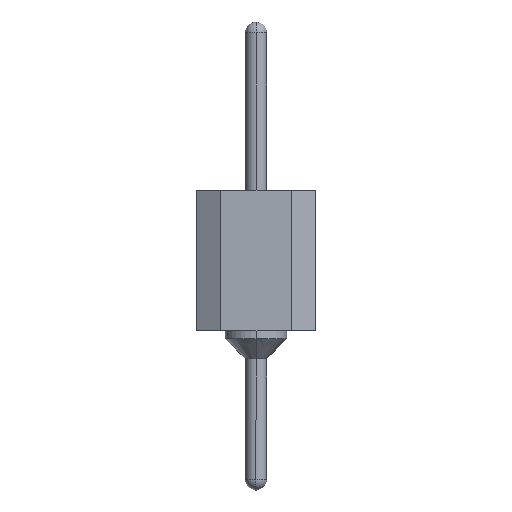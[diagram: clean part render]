
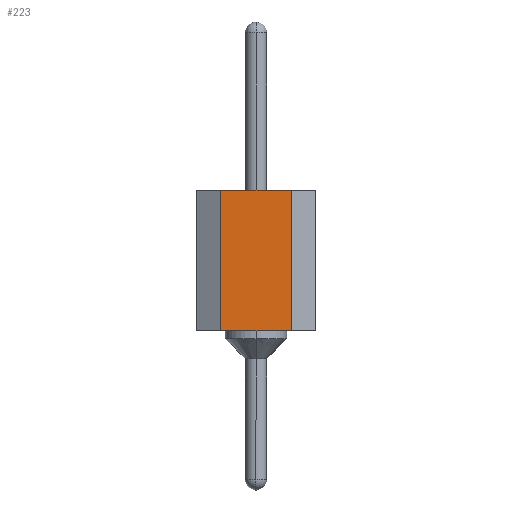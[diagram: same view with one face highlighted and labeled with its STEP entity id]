
A CAD part, left-side view. The second image highlights one B-rep face of the part: STEP entity #223.
In plain terms, the highlighted planar face has unit normal (-1, 0, 0).
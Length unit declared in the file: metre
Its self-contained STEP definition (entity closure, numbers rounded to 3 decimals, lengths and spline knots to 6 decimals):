
#51 = ORIENTED_EDGE ( 'NONE', *, *, #1292, .T. ) ;
#145 = ORIENTED_EDGE ( 'NONE', *, *, #367, .F. ) ;
#223 = ADVANCED_FACE ( 'NONE', ( #654 ), #451, .T. ) ;
#245 = CARTESIAN_POINT ( 'NONE',  ( -0.00127, 0.00075, 0.0006 ) ) ;
#247 = CARTESIAN_POINT ( 'NONE',  ( -0.00127, -0.00075, 0.0036 ) ) ;
#282 = ORIENTED_EDGE ( 'NONE', *, *, #600, .T. ) ;
#307 = VERTEX_POINT ( 'NONE', #1145 ) ;
#346 = DIRECTION ( 'NONE',  ( 0., 0., 1. ) ) ;
#367 = EDGE_CURVE ( 'NONE', #1204, #1012, #566, .T. ) ;
#385 = VECTOR ( 'NONE', #669, 1. ) ;
#448 = AXIS2_PLACEMENT_3D ( 'NONE', #1057, #1272, #346 ) ;
#451 = PLANE ( 'NONE',  #448 ) ;
#566 = LINE ( 'NONE', #895, #385 ) ;
#592 = DIRECTION ( 'NONE',  ( 0., -1., 0. ) ) ;
#595 = VECTOR ( 'NONE', #592, 1. ) ;
#600 = EDGE_CURVE ( 'NONE', #307, #734, #1233, .T. ) ;
#654 = FACE_OUTER_BOUND ( 'NONE', #840, .T. ) ;
#669 = DIRECTION ( 'NONE',  ( 0., 0., 1. ) ) ;
#716 = CARTESIAN_POINT ( 'NONE',  ( -0.00127, -0.00075, 0.0006 ) ) ;
#734 = VERTEX_POINT ( 'NONE', #247 ) ;
#829 = LINE ( 'NONE', #1232, #856 ) ;
#840 = EDGE_LOOP ( 'NONE', ( #51, #282, #1281, #145 ) ) ;
#856 = VECTOR ( 'NONE', #1038, 1. ) ;
#893 = CARTESIAN_POINT ( 'NONE',  ( -0.00127, 0.00075, 0.0036 ) ) ;
#895 = CARTESIAN_POINT ( 'NONE',  ( -0.00127, 0.00075, 0.0006 ) ) ;
#912 = CARTESIAN_POINT ( 'NONE',  ( -0.00127, 0.00075, 0.0036 ) ) ;
#1001 = EDGE_CURVE ( 'NONE', #1012, #734, #1029, .T. ) ;
#1012 = VERTEX_POINT ( 'NONE', #893 ) ;
#1029 = LINE ( 'NONE', #912, #595 ) ;
#1038 = DIRECTION ( 'NONE',  ( 0., -1., 0. ) ) ;
#1057 = CARTESIAN_POINT ( 'NONE',  ( -0.00127, 0.00075, 0.0006 ) ) ;
#1127 = DIRECTION ( 'NONE',  ( 0., 0., 1. ) ) ;
#1145 = CARTESIAN_POINT ( 'NONE',  ( -0.00127, -0.00075, 0.0006 ) ) ;
#1204 = VERTEX_POINT ( 'NONE', #245 ) ;
#1218 = VECTOR ( 'NONE', #1127, 1. ) ;
#1232 = CARTESIAN_POINT ( 'NONE',  ( -0.00127, 0.00075, 0.0006 ) ) ;
#1233 = LINE ( 'NONE', #716, #1218 ) ;
#1272 = DIRECTION ( 'NONE',  ( -1., 0., 0. ) ) ;
#1281 = ORIENTED_EDGE ( 'NONE', *, *, #1001, .F. ) ;
#1292 = EDGE_CURVE ( 'NONE', #1204, #307, #829, .T. ) ;
